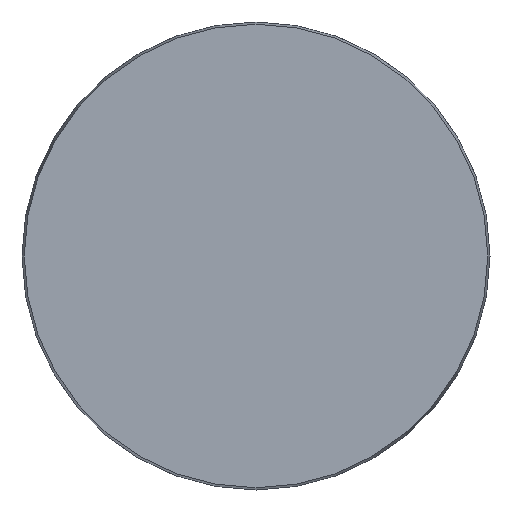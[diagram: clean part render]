
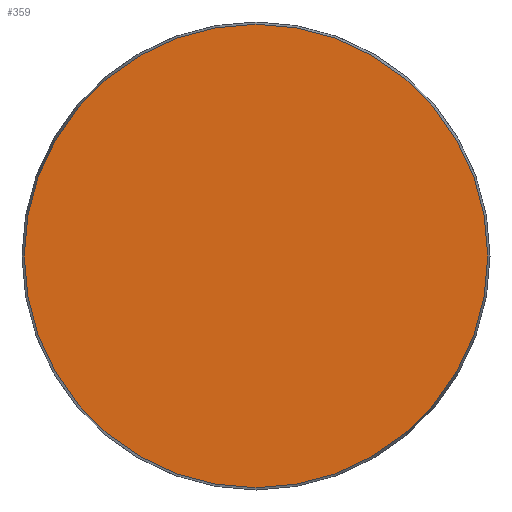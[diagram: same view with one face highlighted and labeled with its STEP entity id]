
A CAD part, front view. The second image highlights one B-rep face of the part: STEP entity #359.
In plain terms, the highlighted planar face has unit normal (0, -1, 0).
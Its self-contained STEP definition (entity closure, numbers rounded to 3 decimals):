
#48 = EDGE_CURVE ( 'NONE', #528, #528, #115, .T. ) ;
#59 = AXIS2_PLACEMENT_3D ( 'NONE', #224, #387, #130 ) ;
#72 = CARTESIAN_POINT ( 'NONE',  ( 0., 0., -58.425 ) ) ;
#87 = ORIENTED_EDGE ( 'NONE', *, *, #48, .T. ) ;
#115 = CIRCLE ( 'NONE', #426, 58.425 ) ;
#130 = DIRECTION ( 'NONE',  ( 0., 0., 1. ) ) ;
#196 = CARTESIAN_POINT ( 'NONE',  ( 0., 0., 0. ) ) ;
#224 = CARTESIAN_POINT ( 'NONE',  ( -58.425, 0., 0. ) ) ;
#340 = EDGE_LOOP ( 'NONE', ( #87 ) ) ;
#359 = ADVANCED_FACE ( 'NONE', ( #425 ), #473, .F. ) ;
#362 = DIRECTION ( 'NONE',  ( 0., -1., 0. ) ) ;
#387 = DIRECTION ( 'NONE',  ( 0., 1., 0. ) ) ;
#425 = FACE_OUTER_BOUND ( 'NONE', #340, .T. ) ;
#426 = AXIS2_PLACEMENT_3D ( 'NONE', #196, #362, #529 ) ;
#473 = PLANE ( 'NONE',  #59 ) ;
#528 = VERTEX_POINT ( 'NONE', #72 ) ;
#529 = DIRECTION ( 'NONE',  ( 0., 0., -1. ) ) ;
